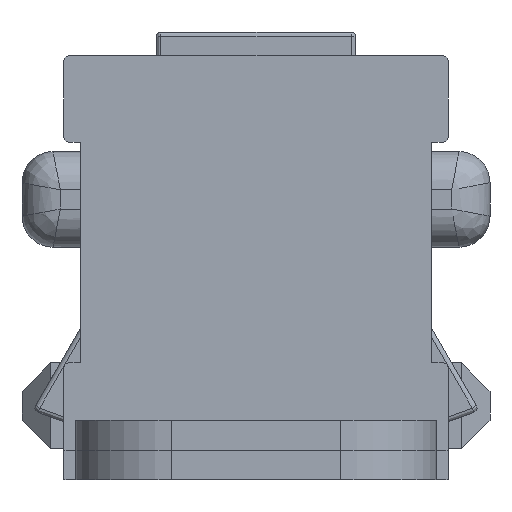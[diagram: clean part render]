
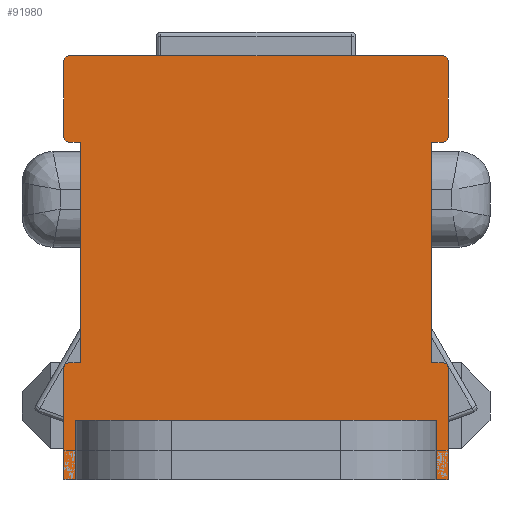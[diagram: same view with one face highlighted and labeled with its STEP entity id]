
A CAD part, left-side view. The second image highlights one B-rep face of the part: STEP entity #91980.
In plain terms, the highlighted planar face has unit normal (-1, 0, 0).
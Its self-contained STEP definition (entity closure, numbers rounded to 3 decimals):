
#14655=CIRCLE('',#98392,0.2);
#14656=CIRCLE('',#98393,0.2);
#14657=CIRCLE('',#98394,0.2);
#14658=CIRCLE('',#98395,0.2);
#14659=CIRCLE('',#98396,0.2);
#14660=CIRCLE('',#98397,0.2);
#20898=FACE_OUTER_BOUND('',#27171,.T.);
#27171=EDGE_LOOP('',(#61532,#61533,#61534,#61535,#61536,#61537,#61538,#61539,
#61540,#61541,#61542,#61543,#61544,#61545,#61546,#61547,#61548,#61549,#61550,
#61551,#61552,#61553));
#33783=LINE('',#124447,#34748);
#33784=LINE('',#124451,#34749);
#33785=LINE('',#124455,#34750);
#33786=LINE('',#124457,#34751);
#33787=LINE('',#124459,#34752);
#33788=LINE('',#124463,#34753);
#33789=LINE('',#124465,#34754);
#33790=LINE('',#124467,#34755);
#33791=LINE('',#124469,#34756);
#33792=LINE('',#124471,#34757);
#33793=LINE('',#124473,#34758);
#33794=LINE('',#124475,#34759);
#33795=LINE('',#124479,#34760);
#33796=LINE('',#124481,#34761);
#33797=LINE('',#124483,#34762);
#33798=LINE('',#124487,#34763);
#34748=VECTOR('',#107297,10.);
#34749=VECTOR('',#107300,10.);
#34750=VECTOR('',#107303,10.);
#34751=VECTOR('',#107304,10.);
#34752=VECTOR('',#107305,10.);
#34753=VECTOR('',#107308,10.);
#34754=VECTOR('',#107309,10.);
#34755=VECTOR('',#107310,10.);
#34756=VECTOR('',#107311,10.);
#34757=VECTOR('',#107312,10.);
#34758=VECTOR('',#107313,10.);
#34759=VECTOR('',#107314,10.);
#34760=VECTOR('',#107317,10.);
#34761=VECTOR('',#107318,10.);
#34762=VECTOR('',#107319,10.);
#34763=VECTOR('',#107322,10.);
#35569=VERTEX_POINT('',#124445);
#35570=VERTEX_POINT('',#124446);
#35571=VERTEX_POINT('',#124448);
#35572=VERTEX_POINT('',#124450);
#35573=VERTEX_POINT('',#124452);
#35574=VERTEX_POINT('',#124454);
#35575=VERTEX_POINT('',#124456);
#35576=VERTEX_POINT('',#124458);
#35577=VERTEX_POINT('',#124460);
#35578=VERTEX_POINT('',#124462);
#35579=VERTEX_POINT('',#124464);
#35580=VERTEX_POINT('',#124466);
#35581=VERTEX_POINT('',#124468);
#35582=VERTEX_POINT('',#124470);
#35583=VERTEX_POINT('',#124472);
#35584=VERTEX_POINT('',#124474);
#35585=VERTEX_POINT('',#124476);
#35586=VERTEX_POINT('',#124478);
#35587=VERTEX_POINT('',#124480);
#35588=VERTEX_POINT('',#124482);
#35589=VERTEX_POINT('',#124484);
#35590=VERTEX_POINT('',#124486);
#45237=EDGE_CURVE('',#35569,#35570,#33783,.T.);
#45238=EDGE_CURVE('',#35570,#35571,#14655,.T.);
#45239=EDGE_CURVE('',#35571,#35572,#33784,.T.);
#45240=EDGE_CURVE('',#35572,#35573,#14656,.T.);
#45241=EDGE_CURVE('',#35573,#35574,#33785,.T.);
#45242=EDGE_CURVE('',#35574,#35575,#33786,.T.);
#45243=EDGE_CURVE('',#35575,#35576,#33787,.T.);
#45244=EDGE_CURVE('',#35576,#35577,#14657,.T.);
#45245=EDGE_CURVE('',#35577,#35578,#33788,.T.);
#45246=EDGE_CURVE('',#35578,#35579,#33789,.T.);
#45247=EDGE_CURVE('',#35579,#35580,#33790,.T.);
#45248=EDGE_CURVE('',#35580,#35581,#33791,.T.);
#45249=EDGE_CURVE('',#35581,#35582,#33792,.T.);
#45250=EDGE_CURVE('',#35582,#35583,#33793,.T.);
#45251=EDGE_CURVE('',#35584,#35583,#33794,.T.);
#45252=EDGE_CURVE('',#35584,#35585,#14658,.T.);
#45253=EDGE_CURVE('',#35585,#35586,#33795,.T.);
#45254=EDGE_CURVE('',#35586,#35587,#33796,.T.);
#45255=EDGE_CURVE('',#35587,#35588,#33797,.T.);
#45256=EDGE_CURVE('',#35588,#35589,#14659,.T.);
#45257=EDGE_CURVE('',#35589,#35590,#33798,.T.);
#45258=EDGE_CURVE('',#35590,#35569,#14660,.T.);
#61532=ORIENTED_EDGE('',*,*,#45237,.T.);
#61533=ORIENTED_EDGE('',*,*,#45238,.T.);
#61534=ORIENTED_EDGE('',*,*,#45239,.T.);
#61535=ORIENTED_EDGE('',*,*,#45240,.T.);
#61536=ORIENTED_EDGE('',*,*,#45241,.T.);
#61537=ORIENTED_EDGE('',*,*,#45242,.T.);
#61538=ORIENTED_EDGE('',*,*,#45243,.T.);
#61539=ORIENTED_EDGE('',*,*,#45244,.T.);
#61540=ORIENTED_EDGE('',*,*,#45245,.T.);
#61541=ORIENTED_EDGE('',*,*,#45246,.T.);
#61542=ORIENTED_EDGE('',*,*,#45247,.T.);
#61543=ORIENTED_EDGE('',*,*,#45248,.T.);
#61544=ORIENTED_EDGE('',*,*,#45249,.T.);
#61545=ORIENTED_EDGE('',*,*,#45250,.T.);
#61546=ORIENTED_EDGE('',*,*,#45251,.F.);
#61547=ORIENTED_EDGE('',*,*,#45252,.T.);
#61548=ORIENTED_EDGE('',*,*,#45253,.T.);
#61549=ORIENTED_EDGE('',*,*,#45254,.T.);
#61550=ORIENTED_EDGE('',*,*,#45255,.T.);
#61551=ORIENTED_EDGE('',*,*,#45256,.T.);
#61552=ORIENTED_EDGE('',*,*,#45257,.T.);
#61553=ORIENTED_EDGE('',*,*,#45258,.T.);
#91539=PLANE('',#98391);
#91980=ADVANCED_FACE('',(#20898),#91539,.T.);
#98391=AXIS2_PLACEMENT_3D('',#124444,#107295,#107296);
#98392=AXIS2_PLACEMENT_3D('',#124449,#107298,#107299);
#98393=AXIS2_PLACEMENT_3D('',#124453,#107301,#107302);
#98394=AXIS2_PLACEMENT_3D('',#124461,#107306,#107307);
#98395=AXIS2_PLACEMENT_3D('',#124477,#107315,#107316);
#98396=AXIS2_PLACEMENT_3D('',#124485,#107320,#107321);
#98397=AXIS2_PLACEMENT_3D('',#124488,#107323,#107324);
#107295=DIRECTION('center_axis',(-1.,0.,0.));
#107296=DIRECTION('ref_axis',(0.,-1.,0.));
#107297=DIRECTION('',(0.,1.,0.));
#107298=DIRECTION('center_axis',(-1.,0.,0.));
#107299=DIRECTION('ref_axis',(0.,0.,1.));
#107300=DIRECTION('',(0.,0.,-1.));
#107301=DIRECTION('center_axis',(-1.,0.,0.));
#107302=DIRECTION('ref_axis',(0.,1.,0.));
#107303=DIRECTION('',(0.,-1.,0.));
#107304=DIRECTION('',(0.,0.,-1.));
#107305=DIRECTION('',(0.,1.,0.));
#107306=DIRECTION('center_axis',(-1.,0.,0.));
#107307=DIRECTION('ref_axis',(0.,0.,1.));
#107308=DIRECTION('',(0.,0.,-1.));
#107309=DIRECTION('',(0.,-1.,0.));
#107310=DIRECTION('',(0.,0.,1.));
#107311=DIRECTION('',(0.,-1.,0.));
#107312=DIRECTION('',(0.,0.,-1.));
#107313=DIRECTION('',(0.,-1.,0.));
#107314=DIRECTION('',(0.,0.,-1.));
#107315=DIRECTION('center_axis',(-1.,0.,0.));
#107316=DIRECTION('ref_axis',(0.,-1.,0.));
#107317=DIRECTION('',(0.,1.,0.));
#107318=DIRECTION('',(0.,0.,1.));
#107319=DIRECTION('',(0.,-1.,0.));
#107320=DIRECTION('center_axis',(-1.,0.,0.));
#107321=DIRECTION('ref_axis',(0.,0.,-1.));
#107322=DIRECTION('',(0.,0.,1.));
#107323=DIRECTION('center_axis',(-1.,0.,0.));
#107324=DIRECTION('ref_axis',(0.,-1.,0.));
#124444=CARTESIAN_POINT('Origin',(-528.2,0.,10.015));
#124445=CARTESIAN_POINT('',(-528.2,-7.835,17.73));
#124446=CARTESIAN_POINT('',(-528.2,7.835,17.73));
#124447=CARTESIAN_POINT('',(-528.2,-7.835,17.73));
#124448=CARTESIAN_POINT('',(-528.2,8.035,17.53));
#124449=CARTESIAN_POINT('Origin',(-528.2,7.835,17.53));
#124450=CARTESIAN_POINT('',(-528.2,8.035,14.33));
#124451=CARTESIAN_POINT('',(-528.2,8.035,17.53));
#124452=CARTESIAN_POINT('',(-528.2,7.835,14.13));
#124453=CARTESIAN_POINT('Origin',(-528.2,7.835,14.33));
#124454=CARTESIAN_POINT('',(-528.2,7.335,14.13));
#124455=CARTESIAN_POINT('',(-528.2,7.835,14.13));
#124456=CARTESIAN_POINT('',(-528.2,7.335,4.9));
#124457=CARTESIAN_POINT('',(-528.2,7.335,14.13));
#124458=CARTESIAN_POINT('',(-528.2,7.835,4.9));
#124459=CARTESIAN_POINT('',(-528.2,7.335,4.9));
#124460=CARTESIAN_POINT('',(-528.2,8.035,4.7));
#124461=CARTESIAN_POINT('Origin',(-528.2,7.835,4.7));
#124462=CARTESIAN_POINT('',(-528.2,8.035,0.));
#124463=CARTESIAN_POINT('',(-528.2,8.035,4.7));
#124464=CARTESIAN_POINT('',(-528.2,7.535,0.));
#124465=CARTESIAN_POINT('',(-528.2,3.768,0.));
#124466=CARTESIAN_POINT('',(-528.2,7.535,2.5));
#124467=CARTESIAN_POINT('',(-528.2,7.535,6.258));
#124468=CARTESIAN_POINT('',(-528.2,-7.535,2.5));
#124469=CARTESIAN_POINT('',(-528.2,-3.768,2.5));
#124470=CARTESIAN_POINT('',(-528.2,-7.535,0.));
#124471=CARTESIAN_POINT('',(-528.2,-7.535,1.3));
#124472=CARTESIAN_POINT('',(-528.2,-8.035,0.));
#124473=CARTESIAN_POINT('',(-528.2,-4.018,0.));
#124474=CARTESIAN_POINT('',(-528.2,-8.035,4.7));
#124475=CARTESIAN_POINT('',(-528.2,-8.035,1.3));
#124476=CARTESIAN_POINT('',(-528.2,-7.835,4.9));
#124477=CARTESIAN_POINT('Origin',(-528.2,-7.835,4.7));
#124478=CARTESIAN_POINT('',(-528.2,-7.335,4.9));
#124479=CARTESIAN_POINT('',(-528.2,-7.835,4.9));
#124480=CARTESIAN_POINT('',(-528.2,-7.335,14.13));
#124481=CARTESIAN_POINT('',(-528.2,-7.335,4.9));
#124482=CARTESIAN_POINT('',(-528.2,-7.835,14.13));
#124483=CARTESIAN_POINT('',(-528.2,-7.335,14.13));
#124484=CARTESIAN_POINT('',(-528.2,-8.035,14.33));
#124485=CARTESIAN_POINT('Origin',(-528.2,-7.835,14.33));
#124486=CARTESIAN_POINT('',(-528.2,-8.035,17.53));
#124487=CARTESIAN_POINT('',(-528.2,-8.035,14.33));
#124488=CARTESIAN_POINT('Origin',(-528.2,-7.835,17.53));
